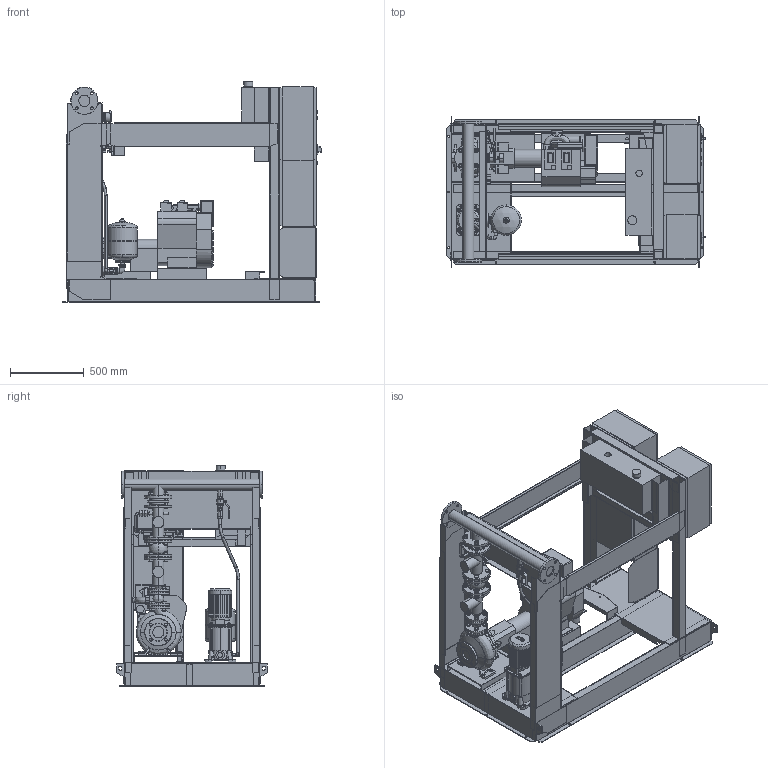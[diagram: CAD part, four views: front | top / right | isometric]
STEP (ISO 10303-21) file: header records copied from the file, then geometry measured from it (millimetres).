
FILE_DESCRIPTION((''),'2;1');
FILE_NAME('3d_Sifire-EN-40_200-195-10.5_0.75DJ-4183866.stp','2015-05-26T10:21:48',(''),(''),'Mechanical Desktop 2009','Mechanical Desktop 2009',', , ');
FILE_SCHEMA(('CONFIG_CONTROL_DESIGN'));
Length unit declared in the file: millimetre
Products named in the file (1): Product
Bounding box: 1754.5 x 1026 x 1500 mm (x, y, z)
Volume: 273203820.6 mm3; surface area: 23544797.6 mm2
Topology: 160 solids, 160 shells, 3768 faces, 9100 edges, 5780 vertices
Faces by surface type: plane 1516, bspline 1064, cylinder 742, cone 310, torus 104, sphere 32
Entity records: 123446 total; most frequent: CARTESIAN_POINT 39560, ORIENTED_EDGE 18144, DIRECTION 16030, EDGE_CURVE 9072, VERTEX_POINT 5780, AXIS2_PLACEMENT_3D 5358, VECTOR 5314, LINE 5314
